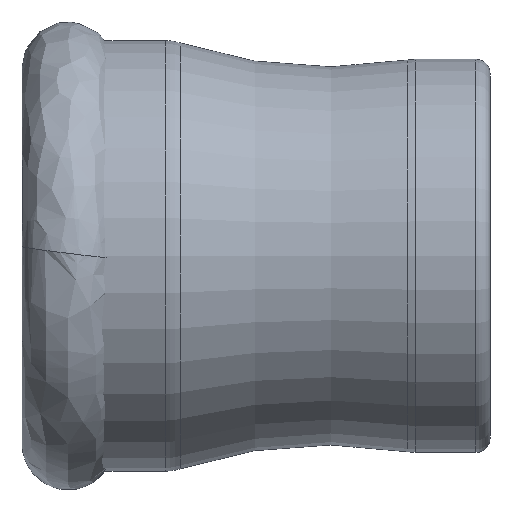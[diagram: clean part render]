
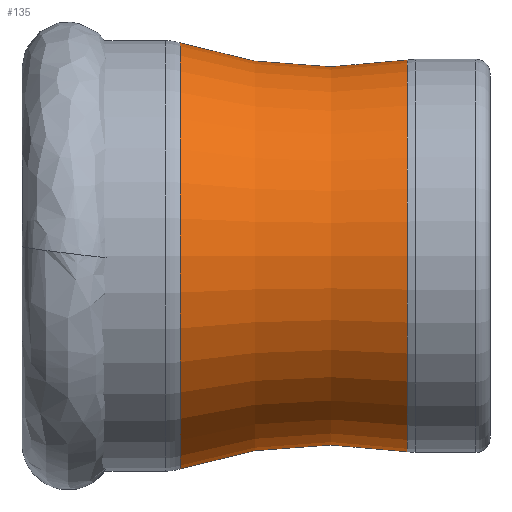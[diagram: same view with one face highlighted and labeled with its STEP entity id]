
A CAD part, top view. The second image highlights one B-rep face of the part: STEP entity #135.
In plain terms, the highlighted toroidal (fillet/blend) face has major radius 70.2 mm and minor radius 50 mm.
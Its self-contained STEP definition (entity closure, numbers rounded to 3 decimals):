
#49=TOROIDAL_SURFACE('',#245,70.2,50.);
#135=ADVANCED_FACE('',(#152,#153),#49,.F.);
#152=FACE_BOUND('',#173,.T.);
#153=FACE_BOUND('',#174,.T.);
#173=EDGE_LOOP('',(#193));
#174=EDGE_LOOP('',(#194));
#193=ORIENTED_EDGE('',*,*,#219,.F.);
#194=ORIENTED_EDGE('',*,*,#218,.T.);
#207=VERTEX_POINT('',#383);
#208=VERTEX_POINT('',#386);
#218=EDGE_CURVE('',#207,#207,#228,.T.);
#219=EDGE_CURVE('',#208,#208,#229,.T.);
#228=CIRCLE('',#242,20.927);
#229=CIRCLE('',#244,22.745);
#242=AXIS2_PLACEMENT_3D('',#382,#270,#271);
#244=AXIS2_PLACEMENT_3D('',#385,#274,#275);
#245=AXIS2_PLACEMENT_3D('',#387,#276,#277);
#270=DIRECTION('',(-1.,0.,0.));
#271=DIRECTION('',(0.,0.,1.));
#274=DIRECTION('',(-1.,0.,0.));
#275=DIRECTION('',(0.,0.,1.));
#276=DIRECTION('',(-1.,0.,0.));
#277=DIRECTION('',(0.,0.,1.));
#382=CARTESIAN_POINT('',(41.15,0.,0.));
#383=CARTESIAN_POINT('',(41.15,0.,20.927));
#385=CARTESIAN_POINT('',(16.903,0.,0.));
#386=CARTESIAN_POINT('',(16.903,0.,22.745));
#387=CARTESIAN_POINT('',(32.653,0.,0.));
